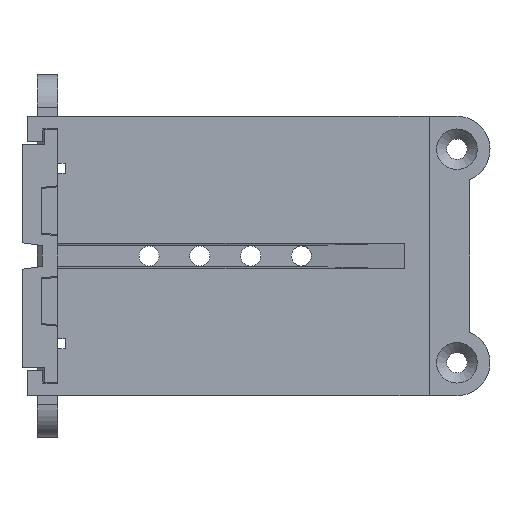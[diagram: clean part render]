
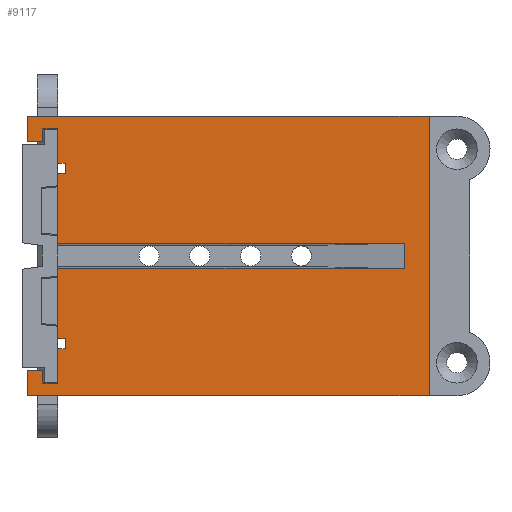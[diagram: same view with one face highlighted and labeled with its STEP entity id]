
A CAD part, front view. The second image highlights one B-rep face of the part: STEP entity #9117.
In plain terms, the highlighted planar face has unit normal (0, -1, 0).
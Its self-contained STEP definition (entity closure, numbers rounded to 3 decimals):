
#1000=FACE_OUTER_BOUND('',#1529,.T.);
#1529=EDGE_LOOP('',(#6152,#6153,#6154,#6155,#6156,#6157,#6158,#6159,#6160,
#6161,#6162,#6163,#6164,#6165,#6166,#6167,#6168,#6169,#6170,#6171,#6172,
#6173,#6174,#6175));
#2142=LINE('',#12795,#2967);
#2151=LINE('',#12835,#2976);
#2152=LINE('',#12838,#2977);
#2156=LINE('',#12846,#2981);
#2157=LINE('',#12848,#2982);
#2158=LINE('',#12850,#2983);
#2159=LINE('',#12852,#2984);
#2160=LINE('',#12854,#2985);
#2161=LINE('',#12856,#2986);
#2162=LINE('',#12858,#2987);
#2163=LINE('',#12860,#2988);
#2164=LINE('',#12862,#2989);
#2165=LINE('',#12864,#2990);
#2166=LINE('',#12866,#2991);
#2167=LINE('',#12868,#2992);
#2168=LINE('',#12870,#2993);
#2169=LINE('',#12872,#2994);
#2170=LINE('',#12874,#2995);
#2171=LINE('',#12876,#2996);
#2172=LINE('',#12878,#2997);
#2173=LINE('',#12880,#2998);
#2174=LINE('',#12882,#2999);
#2175=LINE('',#12884,#3000);
#2176=LINE('',#12885,#3001);
#2967=VECTOR('',#10455,10.);
#2976=VECTOR('',#10498,10.);
#2977=VECTOR('',#10501,10.);
#2981=VECTOR('',#10509,10.);
#2982=VECTOR('',#10510,10.);
#2983=VECTOR('',#10511,10.);
#2984=VECTOR('',#10512,10.);
#2985=VECTOR('',#10513,10.);
#2986=VECTOR('',#10514,10.);
#2987=VECTOR('',#10515,10.);
#2988=VECTOR('',#10516,10.);
#2989=VECTOR('',#10517,10.);
#2990=VECTOR('',#10518,10.);
#2991=VECTOR('',#10519,10.);
#2992=VECTOR('',#10520,10.);
#2993=VECTOR('',#10521,10.);
#2994=VECTOR('',#10522,10.);
#2995=VECTOR('',#10523,10.);
#2996=VECTOR('',#10524,10.);
#2997=VECTOR('',#10525,10.);
#2998=VECTOR('',#10526,10.);
#2999=VECTOR('',#10527,10.);
#3000=VECTOR('',#10528,10.);
#3001=VECTOR('',#10529,10.);
#3813=VERTEX_POINT('',#12792);
#3814=VERTEX_POINT('',#12794);
#3828=VERTEX_POINT('',#12833);
#3829=VERTEX_POINT('',#12837);
#3831=VERTEX_POINT('',#12845);
#3832=VERTEX_POINT('',#12847);
#3833=VERTEX_POINT('',#12849);
#3834=VERTEX_POINT('',#12851);
#3835=VERTEX_POINT('',#12853);
#3836=VERTEX_POINT('',#12855);
#3837=VERTEX_POINT('',#12857);
#3838=VERTEX_POINT('',#12859);
#3839=VERTEX_POINT('',#12861);
#3840=VERTEX_POINT('',#12863);
#3841=VERTEX_POINT('',#12865);
#3842=VERTEX_POINT('',#12867);
#3843=VERTEX_POINT('',#12869);
#3844=VERTEX_POINT('',#12871);
#3845=VERTEX_POINT('',#12873);
#3846=VERTEX_POINT('',#12875);
#3847=VERTEX_POINT('',#12877);
#3848=VERTEX_POINT('',#12879);
#3849=VERTEX_POINT('',#12881);
#3850=VERTEX_POINT('',#12883);
#4710=EDGE_CURVE('',#3814,#3813,#2142,.T.);
#4731=EDGE_CURVE('',#3813,#3828,#2151,.T.);
#4732=EDGE_CURVE('',#3829,#3814,#2152,.T.);
#4736=EDGE_CURVE('',#3828,#3831,#2156,.T.);
#4737=EDGE_CURVE('',#3831,#3832,#2157,.T.);
#4738=EDGE_CURVE('',#3832,#3833,#2158,.T.);
#4739=EDGE_CURVE('',#3833,#3834,#2159,.T.);
#4740=EDGE_CURVE('',#3834,#3835,#2160,.T.);
#4741=EDGE_CURVE('',#3835,#3836,#2161,.T.);
#4742=EDGE_CURVE('',#3836,#3837,#2162,.T.);
#4743=EDGE_CURVE('',#3837,#3838,#2163,.T.);
#4744=EDGE_CURVE('',#3839,#3838,#2164,.T.);
#4745=EDGE_CURVE('',#3839,#3840,#2165,.T.);
#4746=EDGE_CURVE('',#3840,#3841,#2166,.T.);
#4747=EDGE_CURVE('',#3841,#3842,#2167,.T.);
#4748=EDGE_CURVE('',#3843,#3842,#2168,.T.);
#4749=EDGE_CURVE('',#3843,#3844,#2169,.T.);
#4750=EDGE_CURVE('',#3844,#3845,#2170,.T.);
#4751=EDGE_CURVE('',#3845,#3846,#2171,.T.);
#4752=EDGE_CURVE('',#3846,#3847,#2172,.T.);
#4753=EDGE_CURVE('',#3847,#3848,#2173,.T.);
#4754=EDGE_CURVE('',#3848,#3849,#2174,.T.);
#4755=EDGE_CURVE('',#3849,#3850,#2175,.T.);
#4756=EDGE_CURVE('',#3850,#3829,#2176,.T.);
#6152=ORIENTED_EDGE('',*,*,#4732,.T.);
#6153=ORIENTED_EDGE('',*,*,#4710,.T.);
#6154=ORIENTED_EDGE('',*,*,#4731,.T.);
#6155=ORIENTED_EDGE('',*,*,#4736,.T.);
#6156=ORIENTED_EDGE('',*,*,#4737,.T.);
#6157=ORIENTED_EDGE('',*,*,#4738,.T.);
#6158=ORIENTED_EDGE('',*,*,#4739,.T.);
#6159=ORIENTED_EDGE('',*,*,#4740,.T.);
#6160=ORIENTED_EDGE('',*,*,#4741,.T.);
#6161=ORIENTED_EDGE('',*,*,#4742,.T.);
#6162=ORIENTED_EDGE('',*,*,#4743,.T.);
#6163=ORIENTED_EDGE('',*,*,#4744,.F.);
#6164=ORIENTED_EDGE('',*,*,#4745,.T.);
#6165=ORIENTED_EDGE('',*,*,#4746,.T.);
#6166=ORIENTED_EDGE('',*,*,#4747,.T.);
#6167=ORIENTED_EDGE('',*,*,#4748,.F.);
#6168=ORIENTED_EDGE('',*,*,#4749,.T.);
#6169=ORIENTED_EDGE('',*,*,#4750,.T.);
#6170=ORIENTED_EDGE('',*,*,#4751,.T.);
#6171=ORIENTED_EDGE('',*,*,#4752,.T.);
#6172=ORIENTED_EDGE('',*,*,#4753,.T.);
#6173=ORIENTED_EDGE('',*,*,#4754,.T.);
#6174=ORIENTED_EDGE('',*,*,#4755,.T.);
#6175=ORIENTED_EDGE('',*,*,#4756,.T.);
#8902=PLANE('',#9711);
#9117=ADVANCED_FACE('',(#1000),#8902,.T.);
#9711=AXIS2_PLACEMENT_3D('',#12844,#10507,#10508);
#10455=DIRECTION('',(0.,0.,-1.));
#10498=DIRECTION('',(-1.,0.,0.));
#10501=DIRECTION('',(1.,0.,0.));
#10507=DIRECTION('center_axis',(0.,-1.,0.));
#10508=DIRECTION('ref_axis',(0.,0.,-1.));
#10509=DIRECTION('',(0.,0.,-1.));
#10510=DIRECTION('',(1.,0.,0.));
#10511=DIRECTION('',(0.,0.,-1.));
#10512=DIRECTION('',(-1.,0.,0.));
#10513=DIRECTION('',(0.,0.,-1.));
#10514=DIRECTION('',(-1.,0.,0.));
#10515=DIRECTION('',(0.,0.,1.));
#10516=DIRECTION('',(-1.,0.,0.));
#10517=DIRECTION('',(0.,0.,1.));
#10518=DIRECTION('',(1.,0.,0.));
#10519=DIRECTION('',(0.,0.,1.));
#10520=DIRECTION('',(-1.,0.,0.));
#10521=DIRECTION('',(0.,0.,1.));
#10522=DIRECTION('',(1.,0.,0.));
#10523=DIRECTION('',(0.,0.,1.));
#10524=DIRECTION('',(1.,0.,0.));
#10525=DIRECTION('',(0.,0.,-1.));
#10526=DIRECTION('',(1.,0.,0.));
#10527=DIRECTION('',(0.,0.,-1.));
#10528=DIRECTION('',(-1.,0.,0.));
#10529=DIRECTION('',(0.,0.,-1.));
#12792=CARTESIAN_POINT('',(74.164,0.,24.95));
#12794=CARTESIAN_POINT('',(74.164,0.,30.05));
#12795=CARTESIAN_POINT('',(74.164,0.,13.75));
#12833=CARTESIAN_POINT('',(5.9,0.,24.95));
#12835=CARTESIAN_POINT('',(42.45,0.,24.95));
#12837=CARTESIAN_POINT('',(5.9,0.,30.05));
#12838=CARTESIAN_POINT('',(42.45,0.,30.05));
#12844=CARTESIAN_POINT('Origin',(79.,0.,0.));
#12845=CARTESIAN_POINT('',(5.9,0.,11.2));
#12846=CARTESIAN_POINT('',(5.9,0.,21.9));
#12847=CARTESIAN_POINT('',(7.4,0.,11.2));
#12848=CARTESIAN_POINT('',(42.45,0.,11.2));
#12849=CARTESIAN_POINT('',(7.4,0.,9.2));
#12850=CARTESIAN_POINT('',(7.4,0.,5.6));
#12851=CARTESIAN_POINT('',(5.9,0.,9.2));
#12852=CARTESIAN_POINT('',(43.2,0.,9.2));
#12853=CARTESIAN_POINT('',(5.9,0.,2.5));
#12854=CARTESIAN_POINT('',(5.9,0.,4.6));
#12855=CARTESIAN_POINT('',(3.,0.,2.5));
#12856=CARTESIAN_POINT('',(42.45,0.,2.5));
#12857=CARTESIAN_POINT('',(3.,0.,5.));
#12858=CARTESIAN_POINT('',(3.,0.,1.25));
#12859=CARTESIAN_POINT('',(0.,0.,5.));
#12860=CARTESIAN_POINT('',(41.,0.,5.));
#12861=CARTESIAN_POINT('',(0.,0.,0.));
#12862=CARTESIAN_POINT('',(0.,0.,0.));
#12863=CARTESIAN_POINT('',(79.,0.,0.));
#12864=CARTESIAN_POINT('',(0.,0.,0.));
#12865=CARTESIAN_POINT('',(79.,0.,55.));
#12866=CARTESIAN_POINT('',(79.,0.,0.));
#12867=CARTESIAN_POINT('',(0.,0.,55.));
#12868=CARTESIAN_POINT('',(0.,0.,55.));
#12869=CARTESIAN_POINT('',(0.,0.,50.));
#12870=CARTESIAN_POINT('',(0.,0.,0.));
#12871=CARTESIAN_POINT('',(3.,0.,50.));
#12872=CARTESIAN_POINT('',(39.5,0.,50.));
#12873=CARTESIAN_POINT('',(3.,0.,52.5));
#12874=CARTESIAN_POINT('',(3.,0.,25.));
#12875=CARTESIAN_POINT('',(5.9,0.,52.5));
#12876=CARTESIAN_POINT('',(41.,0.,52.5));
#12877=CARTESIAN_POINT('',(5.9,0.,45.8));
#12878=CARTESIAN_POINT('',(5.9,0.,26.25));
#12879=CARTESIAN_POINT('',(7.4,0.,45.8));
#12880=CARTESIAN_POINT('',(42.45,0.,45.8));
#12881=CARTESIAN_POINT('',(7.4,0.,43.8));
#12882=CARTESIAN_POINT('',(7.4,0.,22.9));
#12883=CARTESIAN_POINT('',(5.9,0.,43.8));
#12884=CARTESIAN_POINT('',(43.2,0.,43.8));
#12885=CARTESIAN_POINT('',(5.9,0.,21.9));
